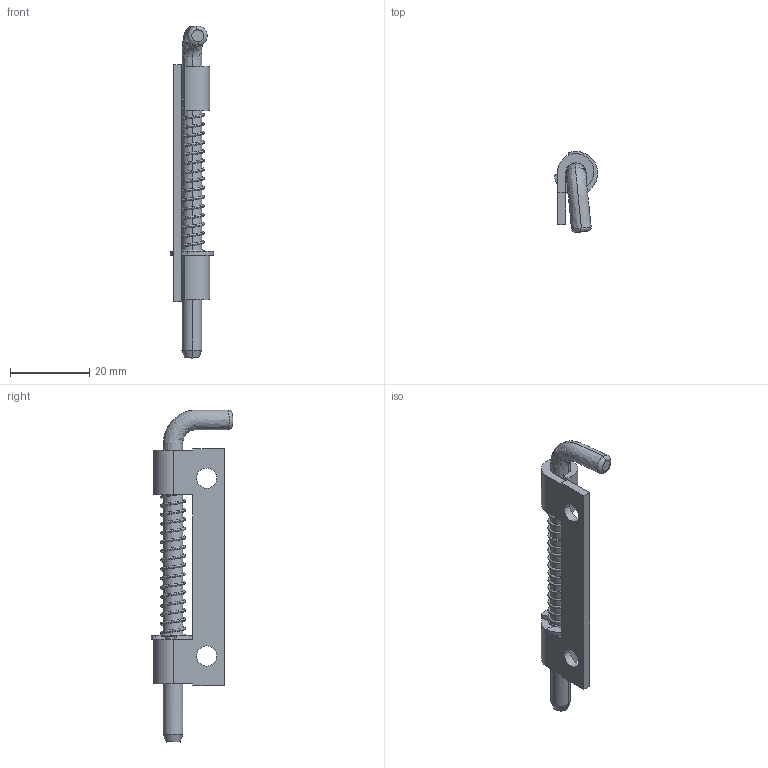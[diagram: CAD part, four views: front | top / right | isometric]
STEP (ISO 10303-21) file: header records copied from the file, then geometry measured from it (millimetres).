
FILE_DESCRIPTION (( 'STEP AP214' ), '1' );
FILE_NAME ('289.6.3.2.001.STEP', '2017-08-03T10:26:13', ( '' ), ( '' ), 'SwSTEP 2.0', 'SolidWorks 2017', '' );
FILE_SCHEMA (( 'AUTOMOTIVE_DESIGN' ));
Length unit declared in the file: millimetre
Products named in the file (7): 1_1; 5; 4; 3; 2; 1; 289.6.3.2.001
Assembly tree (6 placements, depth 2):
  289.6.3.2.001
    1
    2
    3
    4
    5
    1_1
Bounding box: 10.93 x 20.57 x 83.99 mm (x, y, z)
Volume: 3870.5 mm3; surface area: 4744 mm2
Topology: 6 solids, 6 shells, 77 faces, 208 edges, 142 vertices
Faces by surface type: cylinder 32, plane 29, bspline 16
Entity records: 11223 total; most frequent: CARTESIAN_POINT 9041, ORIENTED_EDGE 414, DIRECTION 350, EDGE_CURVE 207, VERTEX_POINT 144, AXIS2_PLACEMENT_3D 134, EDGE_LOOP 87, LINE 82
